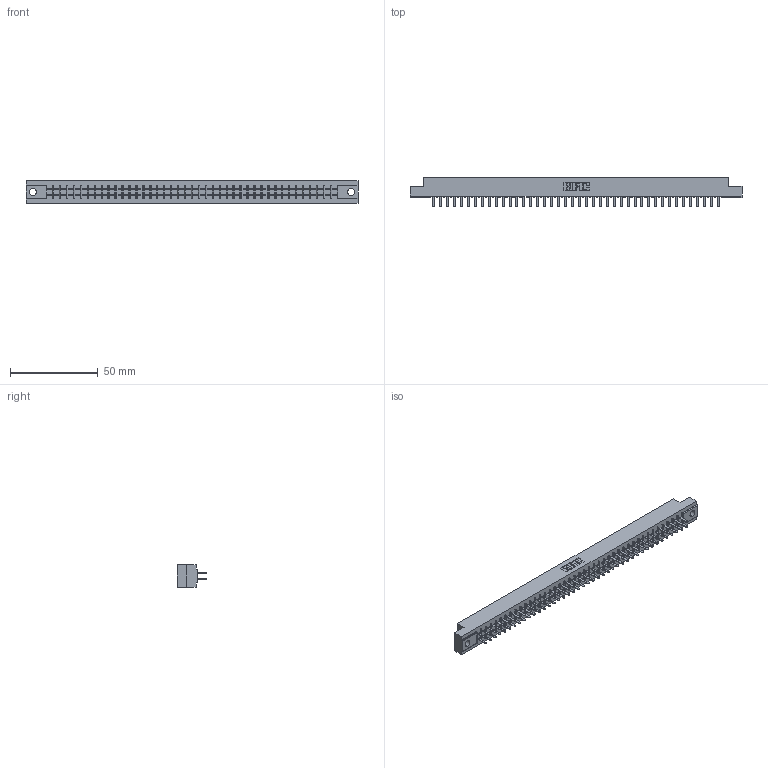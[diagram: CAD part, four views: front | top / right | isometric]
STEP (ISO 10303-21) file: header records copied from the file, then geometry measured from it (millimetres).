
FILE_DESCRIPTION (( 'STEP AP203' ), '1' );
FILE_NAME ('315-084-520-204.STEP', '2019-09-10T23:50:38', ( '' ), ( '' ), 'SwSTEP 2.0', 'SolidWorks 2016', '' );
FILE_SCHEMA (( 'CONFIG_CONTROL_DESIGN' ));
Length unit declared in the file: inch
Products named in the file (3): 305 Part_.156 Dia; 315-084-520-204; 305-290-001_520
Assembly tree (85 placements, depth 2):
  315-084-520-204
    305 Part_.156 Dia
    305-290-001_520  x84
Bounding box: 189.43 x 17.09 x 12.7 mm (x, y, z)
Volume: 19650.6 mm3; surface area: 24900.1 mm2
Topology: 85 solids, 85 shells, 3994 faces, 11398 edges, 7372 vertices
Faces by surface type: plane 2350, cylinder 1476, sphere 168
Entity records: 45773 total; most frequent: CARTESIAN_POINT 7578, ORIENTED_EDGE 7520, DIRECTION 7322, EDGE_CURVE 3760, VECTOR 3050, LINE 3050, VERTEX_POINT 2392, AXIS2_PLACEMENT_3D 2136
